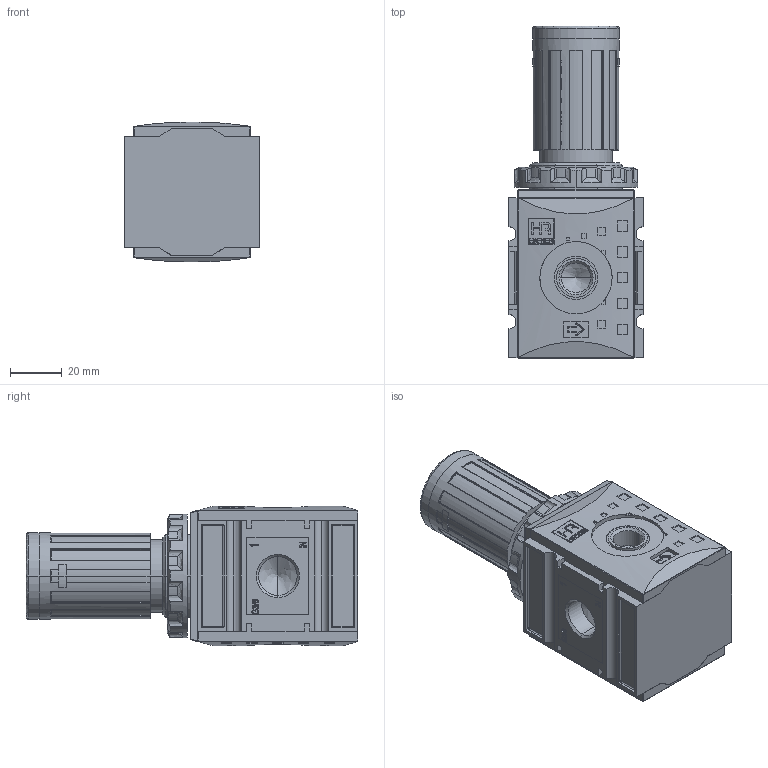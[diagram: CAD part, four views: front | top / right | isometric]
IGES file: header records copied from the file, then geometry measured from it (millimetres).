
Start section: SolidWorks IGES file using analytic representation for surfaces
Global section: file name: KREG-138.IGS; native system: SolidWorks 2013; preprocessor: SolidWorks 2013; author: technolog; date: 140109.104008; units: millimetre
Bounding box: 52 x 128.5 x 54.19 mm (x, y, z)
Volume: 204118.3 mm3; surface area: 57237.2 mm2
Topology: 8 solids, 8 shells, 1225 faces, 6888 edges, 8884 vertices
Faces by surface type: plane 581, revolution 517, bspline 127
